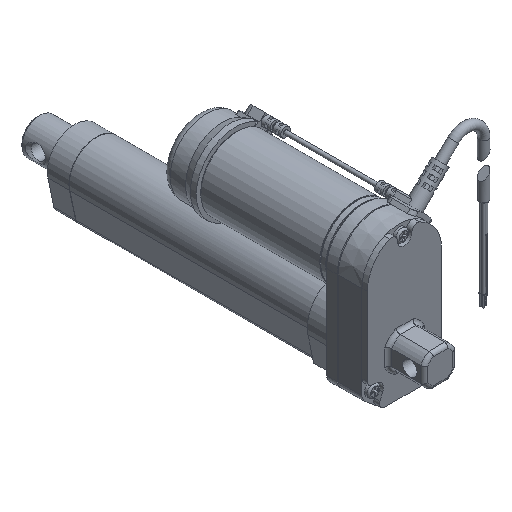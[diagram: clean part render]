
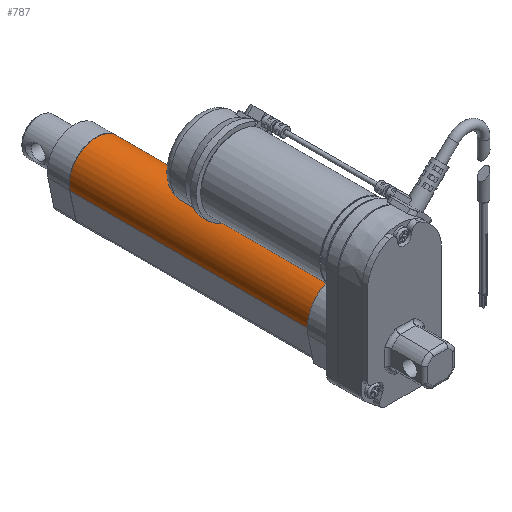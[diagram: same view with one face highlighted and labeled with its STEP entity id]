
A CAD part, isometric view. The second image highlights one B-rep face of the part: STEP entity #787.
In plain terms, the highlighted cylindrical face has radius 15.25 mm (diameter 30.5 mm), a partial arc.
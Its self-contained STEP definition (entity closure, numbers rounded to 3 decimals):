
#787 = ADVANCED_FACE( '', ( #1861, #1862 ), #1863, .T. );
#1861 = FACE_BOUND( '', #3273, .T. );
#1862 = FACE_OUTER_BOUND( '', #3274, .T. );
#1863 = CYLINDRICAL_SURFACE( '', #3275, 15.25 );
#3273 = EDGE_LOOP( '', ( #5451, #5452, #5453, #5454 ) );
#3274 = EDGE_LOOP( '', ( #5455, #5456, #5457, #5458, #5459, #5460, #5461, #5462 ) );
#3275 = AXIS2_PLACEMENT_3D( '', #5463, #5464, #5465 );
#5451 = ORIENTED_EDGE( '', *, *, #8632, .T. );
#5452 = ORIENTED_EDGE( '', *, *, #8633, .T. );
#5453 = ORIENTED_EDGE( '', *, *, #8634, .T. );
#5454 = ORIENTED_EDGE( '', *, *, #8635, .T. );
#5455 = ORIENTED_EDGE( '', *, *, #8407, .T. );
#5456 = ORIENTED_EDGE( '', *, *, #8636, .F. );
#5457 = ORIENTED_EDGE( '', *, *, #8637, .T. );
#5458 = ORIENTED_EDGE( '', *, *, #8638, .F. );
#5459 = ORIENTED_EDGE( '', *, *, #8639, .F. );
#5460 = ORIENTED_EDGE( '', *, *, #8640, .T. );
#5461 = ORIENTED_EDGE( '', *, *, #8431, .T. );
#5462 = ORIENTED_EDGE( '', *, *, #8641, .T. );
#5463 = CARTESIAN_POINT( '', ( 0., 196., 0. ) );
#5464 = DIRECTION( '', ( 0., 1., 0. ) );
#5465 = DIRECTION( '', ( 0., 0., -1. ) );
#8407 = EDGE_CURVE( '', #10181, #10179, #10182, .T. );
#8431 = EDGE_CURVE( '', #10215, #10223, #10225, .T. );
#8632 = EDGE_CURVE( '', #10538, #10539, #10540, .T. );
#8633 = EDGE_CURVE( '', #10539, #10541, #10542, .T. );
#8634 = EDGE_CURVE( '', #10541, #10543, #10544, .F. );
#8635 = EDGE_CURVE( '', #10543, #10538, #10545, .T. );
#8636 = EDGE_CURVE( '', #10546, #10179, #10547, .T. );
#8637 = EDGE_CURVE( '', #10546, #10548, #10549, .T. );
#8638 = EDGE_CURVE( '', #10550, #10548, #10551, .T. );
#8639 = EDGE_CURVE( '', #10552, #10550, #10553, .T. );
#8640 = EDGE_CURVE( '', #10552, #10215, #10554, .T. );
#8641 = EDGE_CURVE( '', #10223, #10181, #10555, .T. );
#10179 = VERTEX_POINT( '', #12724 );
#10181 = VERTEX_POINT( '', #12727 );
#10182 = CIRCLE( '', #12728, 15.25 );
#10215 = VERTEX_POINT( '', #12770 );
#10223 = VERTEX_POINT( '', #12781 );
#10225 = CIRCLE( '', #12784, 15.25 );
#10538 = VERTEX_POINT( '', #13536 );
#10539 = VERTEX_POINT( '', #13537 );
#10540 = LINE( '', #13538, #13539 );
#10541 = VERTEX_POINT( '', #13540 );
#10542 = CIRCLE( '', #13541, 15.25 );
#10543 = VERTEX_POINT( '', #13542 );
#10544 = LINE( '', #13543, #13544 );
#10545 = B_SPLINE_CURVE_WITH_KNOTS( '', 3, ( #13545, #13546, #13547, #13548, #13549, #13550, #13551, #13552, #13553, #13554, #13555, #13556, #13557, #13558 ), .UNSPECIFIED., .F., .F., ( 4, 2, 2, 2, 2, 2, 4 ), ( 0., 0.001, 0.002, 0.002, 0.003, 0.003, 0.004 ), .UNSPECIFIED. );
#10546 = VERTEX_POINT( '', #13559 );
#10547 = LINE( '', #13560, #13561 );
#10548 = VERTEX_POINT( '', #13562 );
#10549 = CIRCLE( '', #13563, 15.25 );
#10550 = VERTEX_POINT( '', #13564 );
#10551 = LINE( '', #13565, #13566 );
#10552 = VERTEX_POINT( '', #13567 );
#10553 = CIRCLE( '', #13568, 15.25 );
#10554 = LINE( '', #13569, #13570 );
#10555 = LINE( '', #13571, #13572 );
#12724 = CARTESIAN_POINT( '', ( 5.3, 34.5, 14.299 ) );
#12727 = CARTESIAN_POINT( '', ( -5.3, 34.5, 14.299 ) );
#12728 = AXIS2_PLACEMENT_3D( '', #15550, #15551, #15552 );
#12770 = CARTESIAN_POINT( '', ( -14.917, 48.25, -3.169 ) );
#12781 = CARTESIAN_POINT( '', ( -5.3, 48.25, 14.299 ) );
#12784 = AXIS2_PLACEMENT_3D( '', #15593, #15594, #15595 );
#13536 = CARTESIAN_POINT( '', ( 2.118, 109.5, 15.102 ) );
#13537 = CARTESIAN_POINT( '', ( 2.118, 106.2, 15.102 ) );
#13538 = CARTESIAN_POINT( '', ( 2.118, 107.85, 15.102 ) );
#13539 = VECTOR( '', #15816, 1000. );
#13540 = CARTESIAN_POINT( '', ( -2.118, 106.2, 15.102 ) );
#13541 = AXIS2_PLACEMENT_3D( '', #15817, #15818, #15819 );
#13542 = CARTESIAN_POINT( '', ( -2.118, 109.5, 15.102 ) );
#13543 = CARTESIAN_POINT( '', ( -2.118, 107.85, 15.102 ) );
#13544 = VECTOR( '', #15820, 1000. );
#13545 = CARTESIAN_POINT( '', ( -2.118, 109.5, 15.102 ) );
#13546 = CARTESIAN_POINT( '', ( -1.799, 109.696, 15.147 ) );
#13547 = CARTESIAN_POINT( '', ( -1.464, 109.859, 15.184 ) );
#13548 = CARTESIAN_POINT( '', ( -0.929, 110.031, 15.223 ) );
#13549 = CARTESIAN_POINT( '', ( -0.744, 110.076, 15.233 ) );
#13550 = CARTESIAN_POINT( '', ( -0.376, 110.136, 15.246 ) );
#13551 = CARTESIAN_POINT( '', ( -0.191, 110.151, 15.25 ) );
#13552 = CARTESIAN_POINT( '', ( 0.181, 110.152, 15.25 ) );
#13553 = CARTESIAN_POINT( '', ( 0.37, 110.137, 15.247 ) );
#13554 = CARTESIAN_POINT( '', ( 0.742, 110.077, 15.233 ) );
#13555 = CARTESIAN_POINT( '', ( 0.923, 110.032, 15.223 ) );
#13556 = CARTESIAN_POINT( '', ( 1.457, 109.861, 15.184 ) );
#13557 = CARTESIAN_POINT( '', ( 1.798, 109.697, 15.147 ) );
#13558 = CARTESIAN_POINT( '', ( 2.118, 109.5, 15.102 ) );
#13559 = CARTESIAN_POINT( '', ( 5.3, 48.25, 14.299 ) );
#13560 = CARTESIAN_POINT( '', ( 5.3, 48.25, 14.299 ) );
#13561 = VECTOR( '', #15821, 1000. );
#13562 = CARTESIAN_POINT( '', ( 14.917, 48.25, -3.169 ) );
#13563 = AXIS2_PLACEMENT_3D( '', #15822, #15823, #15824 );
#13564 = CARTESIAN_POINT( '', ( 14.917, 183.9, -3.169 ) );
#13565 = CARTESIAN_POINT( '', ( 14.917, 196., -3.169 ) );
#13566 = VECTOR( '', #15825, 1000. );
#13567 = CARTESIAN_POINT( '', ( -14.917, 183.9, -3.169 ) );
#13568 = AXIS2_PLACEMENT_3D( '', #15826, #15827, #15828 );
#13569 = CARTESIAN_POINT( '', ( -14.917, 196., -3.169 ) );
#13570 = VECTOR( '', #15829, 1000. );
#13571 = CARTESIAN_POINT( '', ( -5.3, 48.25, 14.299 ) );
#13572 = VECTOR( '', #15830, 1000. );
#15550 = CARTESIAN_POINT( '', ( 0., 34.5, 0. ) );
#15551 = DIRECTION( '', ( 0., 1., 0. ) );
#15552 = DIRECTION( '', ( 0., 0., -1. ) );
#15593 = CARTESIAN_POINT( '', ( 0., 48.25, 0. ) );
#15594 = DIRECTION( '', ( 0., 1., 0. ) );
#15595 = DIRECTION( '', ( 1., 0., 0. ) );
#15816 = DIRECTION( '', ( 0., -1., 0. ) );
#15817 = CARTESIAN_POINT( '', ( 0., 106.2, 0. ) );
#15818 = DIRECTION( '', ( 0., -1., 0. ) );
#15819 = DIRECTION( '', ( 0., 0., -1. ) );
#15820 = DIRECTION( '', ( 0., -1., 0. ) );
#15821 = DIRECTION( '', ( 0., -1., 0. ) );
#15822 = CARTESIAN_POINT( '', ( 0., 48.25, 0. ) );
#15823 = DIRECTION( '', ( 0., 1., 0. ) );
#15824 = DIRECTION( '', ( -1., 0., 0. ) );
#15825 = DIRECTION( '', ( 0., -1., 0. ) );
#15826 = CARTESIAN_POINT( '', ( 0., 183.9, 0. ) );
#15827 = DIRECTION( '', ( 0., 1., 0. ) );
#15828 = DIRECTION( '', ( 0., 0., -1. ) );
#15829 = DIRECTION( '', ( 0., -1., 0. ) );
#15830 = DIRECTION( '', ( 0., -1., 0. ) );
